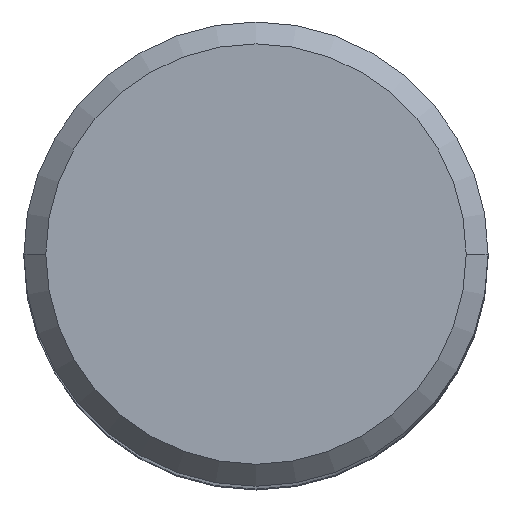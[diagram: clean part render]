
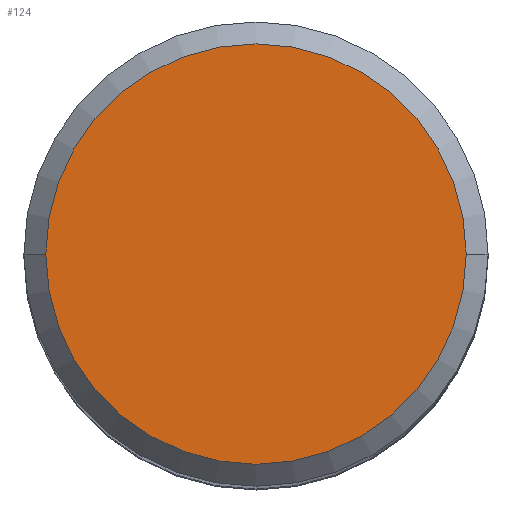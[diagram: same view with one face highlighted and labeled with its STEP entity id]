
A CAD part, top view. The second image highlights one B-rep face of the part: STEP entity #124.
In plain terms, the highlighted planar face has unit normal (0, 0, 1).
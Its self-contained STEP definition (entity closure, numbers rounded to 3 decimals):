
#32=PLANE('',#989);
#124=ADVANCED_FACE('',(#186),#32,.F.);
#186=FACE_OUTER_BOUND('',#236,.T.);
#236=EDGE_LOOP('',(#416,#417,#418,#419));
#416=ORIENTED_EDGE('',*,*,#624,.T.);
#417=ORIENTED_EDGE('',*,*,#625,.T.);
#418=ORIENTED_EDGE('',*,*,#626,.T.);
#419=ORIENTED_EDGE('',*,*,#627,.T.);
#521=VERTEX_POINT('',#2359);
#522=VERTEX_POINT('',#2360);
#523=VERTEX_POINT('',#2362);
#524=VERTEX_POINT('',#2364);
#624=EDGE_CURVE('',#521,#522,#740,.T.);
#625=EDGE_CURVE('',#522,#523,#741,.T.);
#626=EDGE_CURVE('',#523,#524,#742,.T.);
#627=EDGE_CURVE('',#524,#521,#743,.T.);
#740=CIRCLE('',#985,11.5);
#741=CIRCLE('',#986,11.5);
#742=CIRCLE('',#987,11.5);
#743=CIRCLE('',#988,11.5);
#985=AXIS2_PLACEMENT_3D('',#2358,#1200,#1201);
#986=AXIS2_PLACEMENT_3D('',#2361,#1202,#1203);
#987=AXIS2_PLACEMENT_3D('',#2363,#1204,#1205);
#988=AXIS2_PLACEMENT_3D('',#2365,#1206,#1207);
#989=AXIS2_PLACEMENT_3D('',#2366,#1208,#1209);
#1200=DIRECTION('',(0.,0.,1.));
#1201=DIRECTION('',(0.,1.,0.));
#1202=DIRECTION('',(0.,0.,1.));
#1203=DIRECTION('',(-1.,0.,0.));
#1204=DIRECTION('',(0.,0.,1.));
#1205=DIRECTION('',(0.,-1.,0.));
#1206=DIRECTION('',(0.,0.,1.));
#1207=DIRECTION('',(1.,0.,0.));
#1208=DIRECTION('',(0.,0.,-1.));
#1209=DIRECTION('',(-1.,0.,0.));
#2358=CARTESIAN_POINT('',(0.,0.,43.656));
#2359=CARTESIAN_POINT('',(0.,11.5,43.656));
#2360=CARTESIAN_POINT('',(-11.5,0.,43.656));
#2361=CARTESIAN_POINT('',(0.,0.,43.656));
#2362=CARTESIAN_POINT('',(0.,-11.5,43.656));
#2363=CARTESIAN_POINT('',(0.,0.,43.656));
#2364=CARTESIAN_POINT('',(11.5,0.,43.656));
#2365=CARTESIAN_POINT('',(0.,0.,43.656));
#2366=CARTESIAN_POINT('',(0.,0.,43.656));
